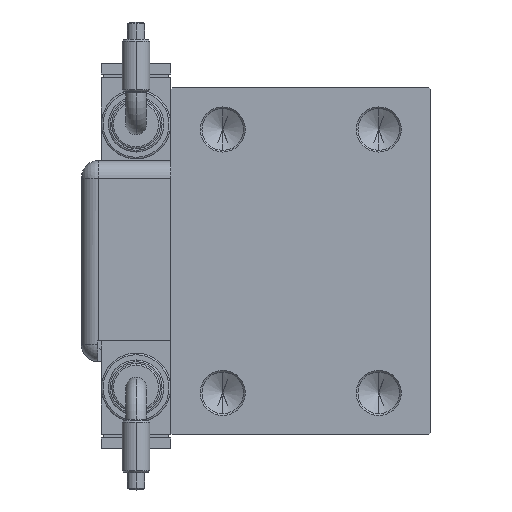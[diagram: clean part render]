
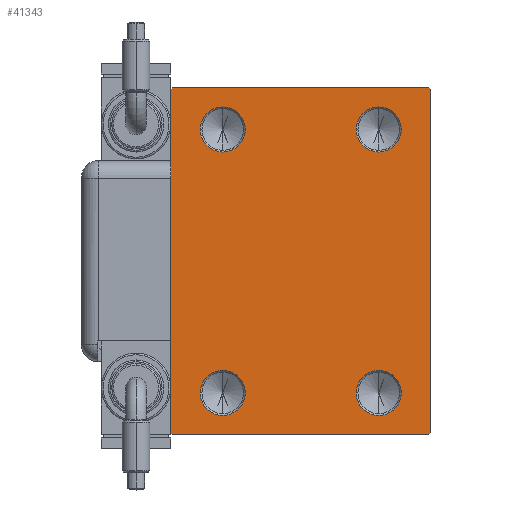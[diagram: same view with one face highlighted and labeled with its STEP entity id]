
A CAD part, left-side view. The second image highlights one B-rep face of the part: STEP entity #41343.
In plain terms, the highlighted face is planar.
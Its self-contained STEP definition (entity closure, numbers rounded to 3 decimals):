
#11 = DIRECTION ( 'NONE',  ( 1., 0., 0. ) ) ;
#577 = LINE ( 'NONE', #24110, #28114 ) ;
#1216 = CARTESIAN_POINT ( 'NONE',  ( 98., 22.5, 38. ) ) ;
#1522 = EDGE_CURVE ( 'NONE', #6064, #20539, #32797, .T. ) ;
#1727 = CARTESIAN_POINT ( 'NONE',  ( 98., 37., 50. ) ) ;
#2096 = EDGE_CURVE ( 'NONE', #54232, #40543, #50716, .T. ) ;
#2159 = VECTOR ( 'NONE', #9954, 1000. ) ;
#2184 = VERTEX_POINT ( 'NONE', #55528 ) ;
#3172 = VERTEX_POINT ( 'NONE', #25710 ) ;
#3648 = CIRCLE ( 'NONE', #34088, 6.5 ) ;
#4414 = VERTEX_POINT ( 'NONE', #38637 ) ;
#4586 = AXIS2_PLACEMENT_3D ( 'NONE', #5727, #39713, #58127 ) ;
#4867 = CARTESIAN_POINT ( 'NONE',  ( 98., -37.5, 49.5 ) ) ;
#5523 = EDGE_CURVE ( 'NONE', #4414, #53223, #58218, .T. ) ;
#5550 = CIRCLE ( 'NONE', #56268, 6.5 ) ;
#5727 = CARTESIAN_POINT ( 'NONE',  ( 98., -22.5, -38. ) ) ;
#5907 = DIRECTION ( 'NONE',  ( 1., 0., 0. ) ) ;
#6012 = CARTESIAN_POINT ( 'NONE',  ( 98., 22.5, -38. ) ) ;
#6064 = VERTEX_POINT ( 'NONE', #61906 ) ;
#6093 = EDGE_CURVE ( 'NONE', #43458, #44756, #49853, .T. ) ;
#6236 = CARTESIAN_POINT ( 'NONE',  ( 98., -22.5, 44.5 ) ) ;
#6404 = CIRCLE ( 'NONE', #25806, 6.5 ) ;
#9469 = DIRECTION ( 'NONE',  ( 0., 0., 1. ) ) ;
#9954 = DIRECTION ( 'NONE',  ( 0., -0.707, 0.707 ) ) ;
#10347 = DIRECTION ( 'NONE',  ( 0., 0., -1. ) ) ;
#10426 = DIRECTION ( 'NONE',  ( 0., 0.707, 0.707 ) ) ;
#10599 = CARTESIAN_POINT ( 'NONE',  ( 98., 37.5, -49.5 ) ) ;
#10655 = PLANE ( 'NONE',  #39435 ) ;
#10876 = VECTOR ( 'NONE', #43933, 1000. ) ;
#11352 = DIRECTION ( 'NONE',  ( 1., 0., 0. ) ) ;
#11762 = LINE ( 'NONE', #31789, #56822 ) ;
#11847 = VERTEX_POINT ( 'NONE', #54326 ) ;
#12373 = ORIENTED_EDGE ( 'NONE', *, *, #2096, .F. ) ;
#12421 = DIRECTION ( 'NONE',  ( 0., 0., -1. ) ) ;
#13251 = EDGE_CURVE ( 'NONE', #31350, #2184, #6404, .T. ) ;
#14395 = VERTEX_POINT ( 'NONE', #4867 ) ;
#14662 = ORIENTED_EDGE ( 'NONE', *, *, #62592, .F. ) ;
#14701 = CARTESIAN_POINT ( 'NONE',  ( 98., 37.5, 50. ) ) ;
#14931 = ORIENTED_EDGE ( 'NONE', *, *, #59065, .F. ) ;
#15695 = CIRCLE ( 'NONE', #39027, 6.5 ) ;
#16884 = DIRECTION ( 'NONE',  ( 1., 0., 0. ) ) ;
#17247 = ORIENTED_EDGE ( 'NONE', *, *, #29866, .F. ) ;
#17518 = VECTOR ( 'NONE', #30387, 1000. ) ;
#17894 = CARTESIAN_POINT ( 'NONE',  ( 98., -22.5, 31.5 ) ) ;
#18169 = CARTESIAN_POINT ( 'NONE',  ( 98., -43.5, -43.5 ) ) ;
#18318 = VERTEX_POINT ( 'NONE', #19146 ) ;
#18522 = LINE ( 'NONE', #14701, #10876 ) ;
#19146 = CARTESIAN_POINT ( 'NONE',  ( 98., 37., -50. ) ) ;
#19796 = CARTESIAN_POINT ( 'NONE',  ( 98., 43.5, 43.5 ) ) ;
#19818 = EDGE_CURVE ( 'NONE', #11847, #44549, #54274, .T. ) ;
#20539 = VERTEX_POINT ( 'NONE', #37134 ) ;
#20685 = EDGE_LOOP ( 'NONE', ( #45460, #47062 ) ) ;
#21176 = EDGE_CURVE ( 'NONE', #14395, #6064, #32128, .T. ) ;
#21260 = ORIENTED_EDGE ( 'NONE', *, *, #1522, .T. ) ;
#22291 = VECTOR ( 'NONE', #56911, 1000. ) ;
#24110 = CARTESIAN_POINT ( 'NONE',  ( 98., 37.5, -50. ) ) ;
#24319 = CARTESIAN_POINT ( 'NONE',  ( 98., -22.5, -44.5 ) ) ;
#25088 = DIRECTION ( 'NONE',  ( 1., 0., 0. ) ) ;
#25274 = FACE_BOUND ( 'NONE', #41356, .T. ) ;
#25342 = EDGE_LOOP ( 'NONE', ( #44076, #14662 ) ) ;
#25710 = CARTESIAN_POINT ( 'NONE',  ( 98., -37., 50. ) ) ;
#25755 = DIRECTION ( 'NONE',  ( 0., 1., 0. ) ) ;
#25806 = AXIS2_PLACEMENT_3D ( 'NONE', #60378, #16884, #36282 ) ;
#25942 = EDGE_CURVE ( 'NONE', #18318, #52433, #25984, .T. ) ;
#25984 = LINE ( 'NONE', #39660, #54543 ) ;
#26214 = DIRECTION ( 'NONE',  ( 1., 0., 0. ) ) ;
#28114 = VECTOR ( 'NONE', #9469, 1000. ) ;
#28334 = EDGE_CURVE ( 'NONE', #53223, #3172, #18522, .T. ) ;
#29041 = CARTESIAN_POINT ( 'NONE',  ( 98., 22.5, -44.5 ) ) ;
#29866 = EDGE_CURVE ( 'NONE', #2184, #31350, #49231, .T. ) ;
#30058 = FACE_BOUND ( 'NONE', #20685, .T. ) ;
#30387 = DIRECTION ( 'NONE',  ( 0., -0.707, -0.707 ) ) ;
#30783 = DIRECTION ( 'NONE',  ( 1., 0., 0. ) ) ;
#31154 = CARTESIAN_POINT ( 'NONE',  ( 98., 22.5, -31.5 ) ) ;
#31350 = VERTEX_POINT ( 'NONE', #55513 ) ;
#31789 = CARTESIAN_POINT ( 'NONE',  ( 98., -37.5, -50. ) ) ;
#32128 = LINE ( 'NONE', #55931, #47303 ) ;
#32236 = EDGE_LOOP ( 'NONE', ( #32900, #48893, #56832, #21260, #51971, #54855, #36333, #59081 ) ) ;
#32797 = LINE ( 'NONE', #18169, #22291 ) ;
#32900 = ORIENTED_EDGE ( 'NONE', *, *, #28334, .T. ) ;
#34001 = CARTESIAN_POINT ( 'NONE',  ( 98., -22.5, 38. ) ) ;
#34086 = EDGE_CURVE ( 'NONE', #52433, #4414, #577, .T. ) ;
#34088 = AXIS2_PLACEMENT_3D ( 'NONE', #39889, #5907, #58000 ) ;
#35134 = FACE_OUTER_BOUND ( 'NONE', #32236, .T. ) ;
#35759 = FACE_BOUND ( 'NONE', #38639, .T. ) ;
#36282 = DIRECTION ( 'NONE',  ( 0., 0., -1. ) ) ;
#36333 = ORIENTED_EDGE ( 'NONE', *, *, #34086, .T. ) ;
#37134 = CARTESIAN_POINT ( 'NONE',  ( 98., -37., -50. ) ) ;
#37486 = DIRECTION ( 'NONE',  ( 0., 0., -1. ) ) ;
#38424 = CARTESIAN_POINT ( 'NONE',  ( 98., -22.5, 38. ) ) ;
#38637 = CARTESIAN_POINT ( 'NONE',  ( 98., 37.5, 49.5 ) ) ;
#38639 = EDGE_LOOP ( 'NONE', ( #14931, #12373 ) ) ;
#38665 = CARTESIAN_POINT ( 'NONE',  ( 98., -43.5, 43.5 ) ) ;
#38770 = DIRECTION ( 'NONE',  ( 0., 0., -1. ) ) ;
#39027 = AXIS2_PLACEMENT_3D ( 'NONE', #6012, #25088, #39999 ) ;
#39435 = AXIS2_PLACEMENT_3D ( 'NONE', #50345, #26214, #10347 ) ;
#39660 = CARTESIAN_POINT ( 'NONE',  ( 98., 43.5, -43.5 ) ) ;
#39713 = DIRECTION ( 'NONE',  ( 1., 0., 0. ) ) ;
#39889 = CARTESIAN_POINT ( 'NONE',  ( 98., -22.5, -38. ) ) ;
#39999 = DIRECTION ( 'NONE',  ( 0., 0., -1. ) ) ;
#40543 = VERTEX_POINT ( 'NONE', #31154 ) ;
#41343 = ADVANCED_FACE ( 'NONE', ( #25274, #30058, #59855, #35759, #35134 ), #10655, .T. ) ;
#41356 = EDGE_LOOP ( 'NONE', ( #42618, #17247 ) ) ;
#42618 = ORIENTED_EDGE ( 'NONE', *, *, #13251, .F. ) ;
#43458 = VERTEX_POINT ( 'NONE', #6236 ) ;
#43733 = LINE ( 'NONE', #38665, #17518 ) ;
#43933 = DIRECTION ( 'NONE',  ( 0., -1., 0. ) ) ;
#44076 = ORIENTED_EDGE ( 'NONE', *, *, #19818, .F. ) ;
#44549 = VERTEX_POINT ( 'NONE', #24319 ) ;
#44756 = VERTEX_POINT ( 'NONE', #17894 ) ;
#45460 = ORIENTED_EDGE ( 'NONE', *, *, #6093, .F. ) ;
#46412 = EDGE_CURVE ( 'NONE', #20539, #18318, #11762, .T. ) ;
#46688 = AXIS2_PLACEMENT_3D ( 'NONE', #54894, #30783, #50138 ) ;
#47062 = ORIENTED_EDGE ( 'NONE', *, *, #58856, .F. ) ;
#47303 = VECTOR ( 'NONE', #12421, 1000. ) ;
#48893 = ORIENTED_EDGE ( 'NONE', *, *, #54851, .T. ) ;
#49231 = CIRCLE ( 'NONE', #52263, 6.5 ) ;
#49853 = CIRCLE ( 'NONE', #50851, 6.5 ) ;
#50138 = DIRECTION ( 'NONE',  ( 0., 0., -1. ) ) ;
#50345 = CARTESIAN_POINT ( 'NONE',  ( 98., 0., 0. ) ) ;
#50716 = CIRCLE ( 'NONE', #46688, 6.5 ) ;
#50851 = AXIS2_PLACEMENT_3D ( 'NONE', #38424, #53006, #37486 ) ;
#51971 = ORIENTED_EDGE ( 'NONE', *, *, #46412, .T. ) ;
#52263 = AXIS2_PLACEMENT_3D ( 'NONE', #1216, #11352, #59307 ) ;
#52433 = VERTEX_POINT ( 'NONE', #10599 ) ;
#53006 = DIRECTION ( 'NONE',  ( 1., 0., 0. ) ) ;
#53223 = VERTEX_POINT ( 'NONE', #1727 ) ;
#54232 = VERTEX_POINT ( 'NONE', #29041 ) ;
#54274 = CIRCLE ( 'NONE', #4586, 6.5 ) ;
#54326 = CARTESIAN_POINT ( 'NONE',  ( 98., -22.5, -31.5 ) ) ;
#54543 = VECTOR ( 'NONE', #10426, 1000. ) ;
#54851 = EDGE_CURVE ( 'NONE', #3172, #14395, #43733, .T. ) ;
#54855 = ORIENTED_EDGE ( 'NONE', *, *, #25942, .T. ) ;
#54894 = CARTESIAN_POINT ( 'NONE',  ( 98., 22.5, -38. ) ) ;
#55513 = CARTESIAN_POINT ( 'NONE',  ( 98., 22.5, 44.5 ) ) ;
#55528 = CARTESIAN_POINT ( 'NONE',  ( 98., 22.5, 31.5 ) ) ;
#55931 = CARTESIAN_POINT ( 'NONE',  ( 98., -37.5, 50. ) ) ;
#56268 = AXIS2_PLACEMENT_3D ( 'NONE', #34001, #11, #38770 ) ;
#56822 = VECTOR ( 'NONE', #25755, 1000. ) ;
#56832 = ORIENTED_EDGE ( 'NONE', *, *, #21176, .T. ) ;
#56911 = DIRECTION ( 'NONE',  ( 0., 0.707, -0.707 ) ) ;
#58000 = DIRECTION ( 'NONE',  ( 0., 0., -1. ) ) ;
#58127 = DIRECTION ( 'NONE',  ( 0., 0., -1. ) ) ;
#58218 = LINE ( 'NONE', #19796, #2159 ) ;
#58856 = EDGE_CURVE ( 'NONE', #44756, #43458, #5550, .T. ) ;
#59065 = EDGE_CURVE ( 'NONE', #40543, #54232, #15695, .T. ) ;
#59081 = ORIENTED_EDGE ( 'NONE', *, *, #5523, .T. ) ;
#59307 = DIRECTION ( 'NONE',  ( 0., 0., -1. ) ) ;
#59855 = FACE_BOUND ( 'NONE', #25342, .T. ) ;
#60378 = CARTESIAN_POINT ( 'NONE',  ( 98., 22.5, 38. ) ) ;
#61906 = CARTESIAN_POINT ( 'NONE',  ( 98., -37.5, -49.5 ) ) ;
#62592 = EDGE_CURVE ( 'NONE', #44549, #11847, #3648, .T. ) ;
